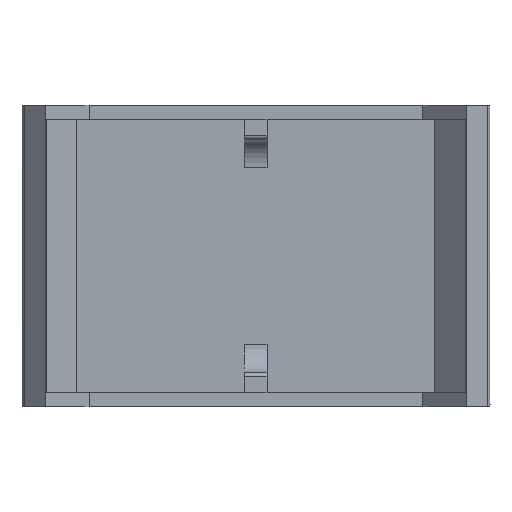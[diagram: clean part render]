
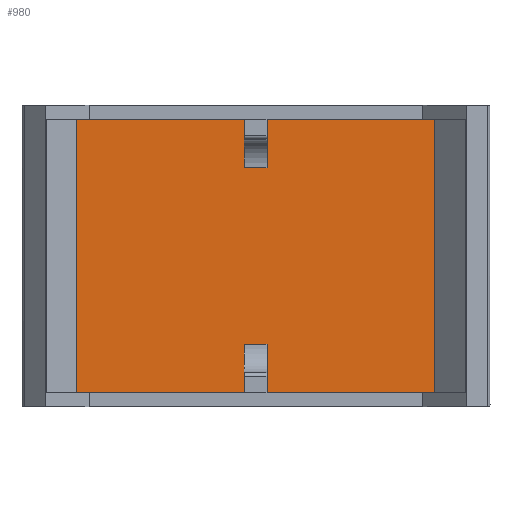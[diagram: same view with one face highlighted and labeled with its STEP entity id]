
A CAD part, front view. The second image highlights one B-rep face of the part: STEP entity #980.
In plain terms, the highlighted planar face has unit normal (0, -1, 0).
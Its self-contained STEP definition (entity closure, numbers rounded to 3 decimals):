
#19 = VECTOR ( 'NONE', #1107, 1000. ) ;
#40 = ORIENTED_EDGE ( 'NONE', *, *, #1045, .F. ) ;
#60 = CARTESIAN_POINT ( 'NONE',  ( 25.114, -0.4, -19.25 ) ) ;
#79 = DIRECTION ( 'NONE',  ( 0., 0., -1. ) ) ;
#89 = CARTESIAN_POINT ( 'NONE',  ( -1.65, -0.4, 12.45 ) ) ;
#99 = EDGE_CURVE ( 'NONE', #832, #803, #1212, .T. ) ;
#103 = LINE ( 'NONE', #180, #643 ) ;
#112 = CARTESIAN_POINT ( 'NONE',  ( 25.114, -0.4, 19.25 ) ) ;
#139 = ORIENTED_EDGE ( 'NONE', *, *, #957, .T. ) ;
#149 = CARTESIAN_POINT ( 'NONE',  ( 25.114, -0.4, -19.25 ) ) ;
#180 = CARTESIAN_POINT ( 'NONE',  ( 25.114, -0.4, -19.25 ) ) ;
#208 = EDGE_CURVE ( 'NONE', #1013, #359, #1017, .T. ) ;
#222 = VECTOR ( 'NONE', #917, 1000. ) ;
#224 = EDGE_CURVE ( 'NONE', #832, #1418, #532, .T. ) ;
#243 = CARTESIAN_POINT ( 'NONE',  ( 1.55, -0.4, 12.45 ) ) ;
#250 = ORIENTED_EDGE ( 'NONE', *, *, #280, .T. ) ;
#280 = EDGE_CURVE ( 'NONE', #821, #520, #795, .T. ) ;
#288 = DIRECTION ( 'NONE',  ( -1., 0., 0. ) ) ;
#298 = DIRECTION ( 'NONE',  ( 0., 0., 1. ) ) ;
#308 = CARTESIAN_POINT ( 'NONE',  ( -1.65, -0.4, -19.25 ) ) ;
#319 = VERTEX_POINT ( 'NONE', #243 ) ;
#331 = EDGE_CURVE ( 'NONE', #599, #520, #443, .T. ) ;
#351 = VECTOR ( 'NONE', #840, 1000. ) ;
#359 = VERTEX_POINT ( 'NONE', #1057 ) ;
#360 = EDGE_CURVE ( 'NONE', #319, #1387, #839, .T. ) ;
#364 = CARTESIAN_POINT ( 'NONE',  ( -25.286, -0.4, -19.25 ) ) ;
#385 = VECTOR ( 'NONE', #417, 1000. ) ;
#398 = CARTESIAN_POINT ( 'NONE',  ( 25.114, -0.4, -19.25 ) ) ;
#417 = DIRECTION ( 'NONE',  ( -1., 0., 0. ) ) ;
#443 = LINE ( 'NONE', #1185, #1452 ) ;
#467 = ORIENTED_EDGE ( 'NONE', *, *, #99, .T. ) ;
#479 = EDGE_CURVE ( 'NONE', #837, #803, #1064, .T. ) ;
#487 = CARTESIAN_POINT ( 'NONE',  ( 1.55, -0.4, -19.25 ) ) ;
#520 = VERTEX_POINT ( 'NONE', #963 ) ;
#532 = LINE ( 'NONE', #308, #1367 ) ;
#557 = CARTESIAN_POINT ( 'NONE',  ( 1.55, -0.4, 19.25 ) ) ;
#599 = VERTEX_POINT ( 'NONE', #364 ) ;
#609 = LINE ( 'NONE', #60, #680 ) ;
#610 = CARTESIAN_POINT ( 'NONE',  ( 25.114, -0.4, 12.45 ) ) ;
#643 = VECTOR ( 'NONE', #1008, 1000. ) ;
#663 = ORIENTED_EDGE ( 'NONE', *, *, #208, .T. ) ;
#679 = VECTOR ( 'NONE', #1315, 1000. ) ;
#680 = VECTOR ( 'NONE', #288, 1000. ) ;
#751 = LINE ( 'NONE', #1405, #915 ) ;
#755 = CARTESIAN_POINT ( 'NONE',  ( 25.114, -0.4, 19.25 ) ) ;
#756 = CARTESIAN_POINT ( 'NONE',  ( 1.55, -0.4, -12.45 ) ) ;
#757 = EDGE_LOOP ( 'NONE', ( #925, #1331, #250, #944, #1214, #786, #467, #1434, #40, #1108, #663, #139 ) ) ;
#759 = DIRECTION ( 'NONE',  ( -1., 0., 0. ) ) ;
#786 = ORIENTED_EDGE ( 'NONE', *, *, #224, .F. ) ;
#795 = LINE ( 'NONE', #112, #993 ) ;
#803 = VERTEX_POINT ( 'NONE', #756 ) ;
#821 = VERTEX_POINT ( 'NONE', #992 ) ;
#832 = VERTEX_POINT ( 'NONE', #1440 ) ;
#835 = DIRECTION ( 'NONE',  ( 0., 0., 1. ) ) ;
#837 = VERTEX_POINT ( 'NONE', #895 ) ;
#839 = LINE ( 'NONE', #610, #351 ) ;
#840 = DIRECTION ( 'NONE',  ( -1., 0., 0. ) ) ;
#844 = CARTESIAN_POINT ( 'NONE',  ( 25.114, -0.4, -19.25 ) ) ;
#851 = LINE ( 'NONE', #557, #222 ) ;
#864 = CARTESIAN_POINT ( 'NONE',  ( 1.55, -0.4, -12.45 ) ) ;
#884 = EDGE_CURVE ( 'NONE', #1494, #1013, #103, .T. ) ;
#895 = CARTESIAN_POINT ( 'NONE',  ( 1.55, -0.4, -19.25 ) ) ;
#900 = LINE ( 'NONE', #149, #1255 ) ;
#915 = VECTOR ( 'NONE', #298, 1000. ) ;
#917 = DIRECTION ( 'NONE',  ( 0., 0., -1. ) ) ;
#925 = ORIENTED_EDGE ( 'NONE', *, *, #360, .T. ) ;
#944 = ORIENTED_EDGE ( 'NONE', *, *, #331, .F. ) ;
#954 = FACE_OUTER_BOUND ( 'NONE', #757, .T. ) ;
#957 = EDGE_CURVE ( 'NONE', #359, #319, #851, .T. ) ;
#963 = CARTESIAN_POINT ( 'NONE',  ( -25.286, -0.4, 19.25 ) ) ;
#972 = EDGE_CURVE ( 'NONE', #1387, #821, #751, .T. ) ;
#980 = ADVANCED_FACE ( 'NONE', ( #954 ), #983, .F. ) ;
#983 = PLANE ( 'NONE',  #1204 ) ;
#992 = CARTESIAN_POINT ( 'NONE',  ( -1.65, -0.4, 19.25 ) ) ;
#993 = VECTOR ( 'NONE', #1277, 1000. ) ;
#1008 = DIRECTION ( 'NONE',  ( 0., 0., 1. ) ) ;
#1013 = VERTEX_POINT ( 'NONE', #1436 ) ;
#1017 = LINE ( 'NONE', #755, #385 ) ;
#1045 = EDGE_CURVE ( 'NONE', #1494, #837, #609, .T. ) ;
#1057 = CARTESIAN_POINT ( 'NONE',  ( 1.55, -0.4, 19.25 ) ) ;
#1064 = LINE ( 'NONE', #487, #679 ) ;
#1107 = DIRECTION ( 'NONE',  ( 1., 0., 0. ) ) ;
#1108 = ORIENTED_EDGE ( 'NONE', *, *, #884, .T. ) ;
#1185 = CARTESIAN_POINT ( 'NONE',  ( -25.286, -0.4, -19.25 ) ) ;
#1204 = AXIS2_PLACEMENT_3D ( 'NONE', #398, #1444, #759 ) ;
#1212 = LINE ( 'NONE', #864, #19 ) ;
#1214 = ORIENTED_EDGE ( 'NONE', *, *, #1445, .F. ) ;
#1255 = VECTOR ( 'NONE', #1301, 1000. ) ;
#1274 = CARTESIAN_POINT ( 'NONE',  ( -1.65, -0.4, -19.25 ) ) ;
#1277 = DIRECTION ( 'NONE',  ( -1., 0., 0. ) ) ;
#1301 = DIRECTION ( 'NONE',  ( -1., 0., 0. ) ) ;
#1315 = DIRECTION ( 'NONE',  ( 0., 0., 1. ) ) ;
#1331 = ORIENTED_EDGE ( 'NONE', *, *, #972, .T. ) ;
#1367 = VECTOR ( 'NONE', #79, 1000. ) ;
#1387 = VERTEX_POINT ( 'NONE', #89 ) ;
#1405 = CARTESIAN_POINT ( 'NONE',  ( -1.65, -0.4, 19.25 ) ) ;
#1418 = VERTEX_POINT ( 'NONE', #1274 ) ;
#1434 = ORIENTED_EDGE ( 'NONE', *, *, #479, .F. ) ;
#1436 = CARTESIAN_POINT ( 'NONE',  ( 25.114, -0.4, 19.25 ) ) ;
#1440 = CARTESIAN_POINT ( 'NONE',  ( -1.65, -0.4, -12.45 ) ) ;
#1444 = DIRECTION ( 'NONE',  ( 0., 1., 0. ) ) ;
#1445 = EDGE_CURVE ( 'NONE', #1418, #599, #900, .T. ) ;
#1452 = VECTOR ( 'NONE', #835, 1000. ) ;
#1494 = VERTEX_POINT ( 'NONE', #844 ) ;
